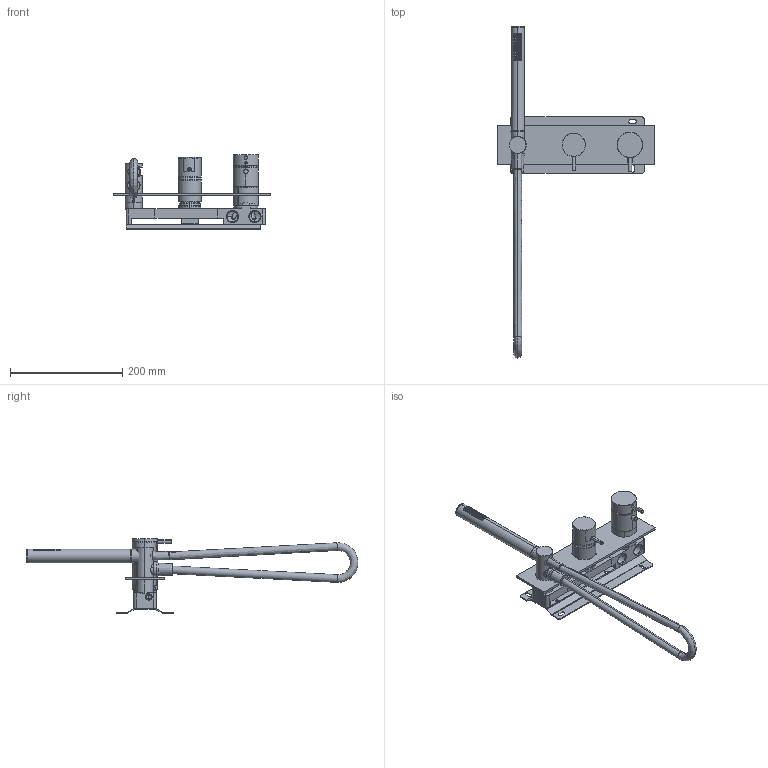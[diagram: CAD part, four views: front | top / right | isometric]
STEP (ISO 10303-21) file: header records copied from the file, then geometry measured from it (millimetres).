
FILE_DESCRIPTION (( 'STEP AP214' ), '1' );
FILE_NAME ('TMH.0038.STEP', '2022-12-12T09:21:42', ( 'Solid' ), ( '' ), 'SwSTEP 2.0', 'SolidWorks 2019', '' );
FILE_SCHEMA (( 'AUTOMOTIVE_DESIGN' ));
Length unit declared in the file: millimetre
Products named in the file (20): 0046.000.04; CHUVEIRO MAO; MCTPROJ-0198-CASQUILHO Ø45XØ43,2X34,5MM teste; 0112.000.01.2; MCTPROJ-0200-POMULO_MANIPULO_TERMOSTATICO teste; 0216.001.00; Pomulo ﾘ6; 0039.010.00; 0112.000.01; MCTPROJ-0200-MANIPULO_Ø45X21,5MM teste; 0112.001.00; 0044.000.25; 0046.000.03; FLEXIVEL_TOMADA_ÁGUA_CILINDRICA_LATERAL_PARA_MON_AO_CHAO; TMH.0038; 0039.007.00; 0112.000.01.1; MCTPROJ-0200-MANIPULO_TERMOSTATICO teste; 0046.000.02_DefaultSM-FLAT-PATTERN; PERNO M4
Assembly tree (20 placements, depth 3):
  TMH.0038
    0039.007.00
    MCTPROJ-0198-CASQUILHO Ø45XØ43,2X34,5MM teste
    MCTPROJ-0200-MANIPULO_Ø45X21,5MM teste
    MCTPROJ-0200-MANIPULO_TERMOSTATICO teste
    MCTPROJ-0200-POMULO_MANIPULO_TERMOSTATICO teste
    0044.000.25
    PERNO M4
    Pomulo ﾘ6  x2
    0046.000.03
    0046.000.04
    0039.010.00
    FLEXIVEL_TOMADA_ÁGUA_CILINDRICA_LATERAL_PARA_MON_AO_CHAO
    CHUVEIRO MAO
    0112.001.00
      0112.000.01
      0112.000.01.1
      0112.000.01.2
    0046.000.02_DefaultSM-FLAT-PATTERN
    0216.001.00
Bounding box: 280 x 591.66 x 133.39 mm (x, y, z)
Volume: 628567.4 mm3; surface area: 282540.6 mm2
Topology: 21 solids, 21 shells, 1875 faces, 4807 edges, 3076 vertices
Faces by surface type: plane 809, cylinder 495, bspline 272, cone 253, torus 42, sphere 4
Entity records: 94727 total; most frequent: CARTESIAN_POINT 49587, ORIENTED_EDGE 9474, DIRECTION 7933, EDGE_CURVE 4737, VERTEX_POINT 3056, AXIS2_PLACEMENT_3D 2841, VECTOR 2251, LINE 2251
